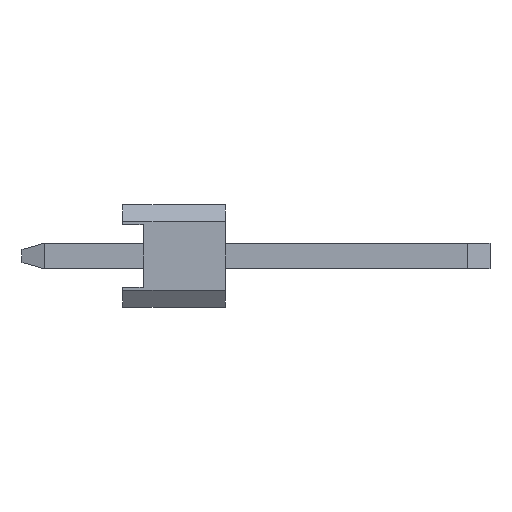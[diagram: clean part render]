
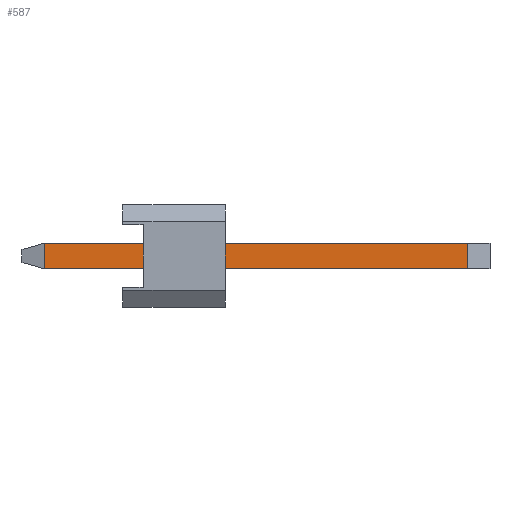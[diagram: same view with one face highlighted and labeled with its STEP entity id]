
A CAD part, left-side view. The second image highlights one B-rep face of the part: STEP entity #587.
In plain terms, the highlighted face is planar.
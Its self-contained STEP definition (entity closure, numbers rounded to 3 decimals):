
#41 = ORIENTED_EDGE ( 'NONE', *, *, #234, .T. ) ;
#54 = VERTEX_POINT ( 'NONE', #396 ) ;
#70 = VECTOR ( 'NONE', #654, 1000. ) ;
#88 = ORIENTED_EDGE ( 'NONE', *, *, #666, .F. ) ;
#94 = DIRECTION ( 'NONE',  ( 0., 0., -1. ) ) ;
#125 = VERTEX_POINT ( 'NONE', #179 ) ;
#166 = DIRECTION ( 'NONE',  ( 0., 0., -1. ) ) ;
#179 = CARTESIAN_POINT ( 'NONE',  ( 0.32, -0.32, 5.25 ) ) ;
#234 = EDGE_CURVE ( 'NONE', #276, #54, #493, .T. ) ;
#264 = VECTOR ( 'NONE', #166, 1000. ) ;
#267 = CARTESIAN_POINT ( 'NONE',  ( 0.32, -0.32, 5.25 ) ) ;
#276 = VERTEX_POINT ( 'NONE', #917 ) ;
#297 = EDGE_LOOP ( 'NONE', ( #41, #88, #342, #948 ) ) ;
#340 = VECTOR ( 'NONE', #94, 1000. ) ;
#342 = ORIENTED_EDGE ( 'NONE', *, *, #764, .F. ) ;
#374 = VERTEX_POINT ( 'NONE', #774 ) ;
#396 = CARTESIAN_POINT ( 'NONE',  ( 0.32, -0.32, -5.25 ) ) ;
#444 = EDGE_CURVE ( 'NONE', #374, #276, #647, .T. ) ;
#478 = VECTOR ( 'NONE', #892, 1000. ) ;
#493 = LINE ( 'NONE', #891, #70 ) ;
#587 = ADVANCED_FACE ( 'NONE', ( #727 ), #803, .T. ) ;
#647 = LINE ( 'NONE', #793, #264 ) ;
#654 = DIRECTION ( 'NONE',  ( 1., 0., 0. ) ) ;
#662 = DIRECTION ( 'NONE',  ( 0., 0., -1. ) ) ;
#666 = EDGE_CURVE ( 'NONE', #125, #54, #870, .T. ) ;
#727 = FACE_OUTER_BOUND ( 'NONE', #297, .T. ) ;
#744 = DIRECTION ( 'NONE',  ( 0., -1., 0. ) ) ;
#753 = CARTESIAN_POINT ( 'NONE',  ( -0.32, -0.32, 5.25 ) ) ;
#764 = EDGE_CURVE ( 'NONE', #374, #125, #894, .T. ) ;
#771 = AXIS2_PLACEMENT_3D ( 'NONE', #962, #744, #662 ) ;
#774 = CARTESIAN_POINT ( 'NONE',  ( -0.32, -0.32, 5.25 ) ) ;
#793 = CARTESIAN_POINT ( 'NONE',  ( -0.32, -0.32, 5.25 ) ) ;
#803 = PLANE ( 'NONE',  #771 ) ;
#870 = LINE ( 'NONE', #267, #340 ) ;
#891 = CARTESIAN_POINT ( 'NONE',  ( -0.32, -0.32, -5.25 ) ) ;
#892 = DIRECTION ( 'NONE',  ( 1., 0., 0. ) ) ;
#894 = LINE ( 'NONE', #753, #478 ) ;
#917 = CARTESIAN_POINT ( 'NONE',  ( -0.32, -0.32, -5.25 ) ) ;
#948 = ORIENTED_EDGE ( 'NONE', *, *, #444, .T. ) ;
#962 = CARTESIAN_POINT ( 'NONE',  ( -0.32, -0.32, 5.25 ) ) ;
